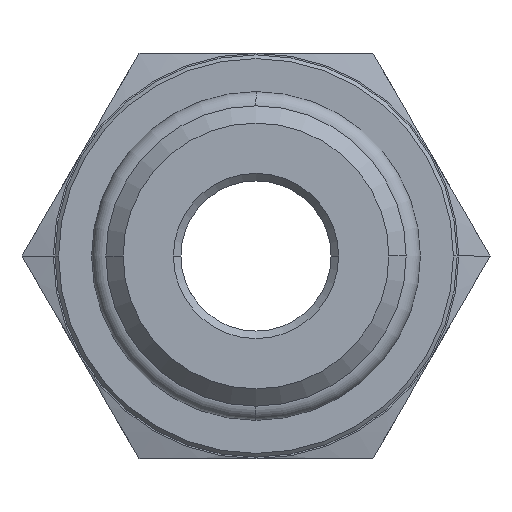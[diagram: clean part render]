
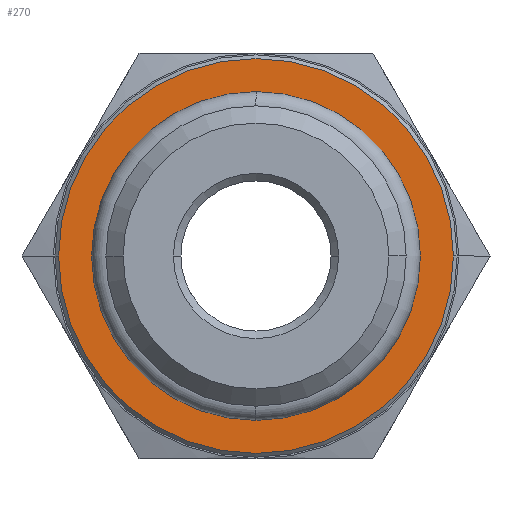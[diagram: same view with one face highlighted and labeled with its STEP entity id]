
A CAD part, left-side view. The second image highlights one B-rep face of the part: STEP entity #270.
In plain terms, the highlighted planar face has unit normal (-1, 0, 0).
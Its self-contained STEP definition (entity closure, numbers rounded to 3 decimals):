
#270 = ADVANCED_FACE( '', ( #528, #529 ), #530, .T. );
#528 = FACE_BOUND( '', #842, .T. );
#529 = FACE_OUTER_BOUND( '', #843, .T. );
#530 = PLANE( '', #844 );
#842 = EDGE_LOOP( '', ( #1713, #1714 ) );
#843 = EDGE_LOOP( '', ( #1715, #1716 ) );
#844 = AXIS2_PLACEMENT_3D( '', #1717, #1718, #1719 );
#1713 = ORIENTED_EDGE( '', *, *, #2090, .T. );
#1714 = ORIENTED_EDGE( '', *, *, #2087, .T. );
#1715 = ORIENTED_EDGE( '', *, *, #2115, .T. );
#1716 = ORIENTED_EDGE( '', *, *, #2322, .T. );
#1717 = CARTESIAN_POINT( '', ( -6.5, 11.525, 0. ) );
#1718 = DIRECTION( '', ( -1., 0., 0. ) );
#1719 = DIRECTION( '', ( 0., 1., 0. ) );
#2087 = EDGE_CURVE( '', #2435, #2433, #2436, .T. );
#2090 = EDGE_CURVE( '', #2433, #2435, #2439, .T. );
#2115 = EDGE_CURVE( '', #2477, #2481, #2483, .T. );
#2322 = EDGE_CURVE( '', #2481, #2477, #2814, .T. );
#2433 = VERTEX_POINT( '', #2977 );
#2435 = VERTEX_POINT( '', #2979 );
#2436 = CIRCLE( '', #2980, 10.347 );
#2439 = CIRCLE( '', #2983, 10.347 );
#2477 = VERTEX_POINT( '', #3029 );
#2481 = VERTEX_POINT( '', #3034 );
#2483 = CIRCLE( '', #3037, 13.15 );
#2814 = CIRCLE( '', #3700, 13.15 );
#2977 = CARTESIAN_POINT( '', ( -6.5, 0., -10.347 ) );
#2979 = CARTESIAN_POINT( '', ( -6.5, 0., 10.347 ) );
#2980 = AXIS2_PLACEMENT_3D( '', #4115, #4116, #4117 );
#2983 = AXIS2_PLACEMENT_3D( '', #4124, #4125, #4126 );
#3029 = CARTESIAN_POINT( '', ( -6.5, 13.15, 0. ) );
#3034 = CARTESIAN_POINT( '', ( -6.5, -13.15, 0. ) );
#3037 = AXIS2_PLACEMENT_3D( '', #4179, #4180, #4181 );
#3700 = AXIS2_PLACEMENT_3D( '', #4496, #4497, #4498 );
#4115 = CARTESIAN_POINT( '', ( -6.5, 0., 0. ) );
#4116 = DIRECTION( '', ( 1., 0., 0. ) );
#4117 = DIRECTION( '', ( 0., 0., 1. ) );
#4124 = CARTESIAN_POINT( '', ( -6.5, 0., 0. ) );
#4125 = DIRECTION( '', ( 1., 0., 0. ) );
#4126 = DIRECTION( '', ( 0., 0., 1. ) );
#4179 = CARTESIAN_POINT( '', ( -6.5, 0., 0. ) );
#4180 = DIRECTION( '', ( -1., 0., 0. ) );
#4181 = DIRECTION( '', ( 0., 1., 0. ) );
#4496 = CARTESIAN_POINT( '', ( -6.5, 0., 0. ) );
#4497 = DIRECTION( '', ( -1., 0., 0. ) );
#4498 = DIRECTION( '', ( 0., 1., 0. ) );
